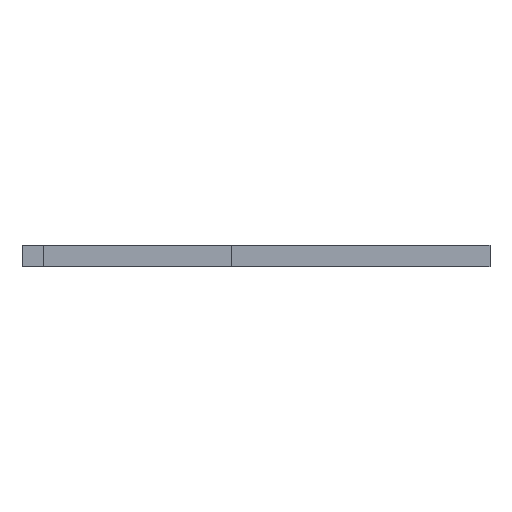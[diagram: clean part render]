
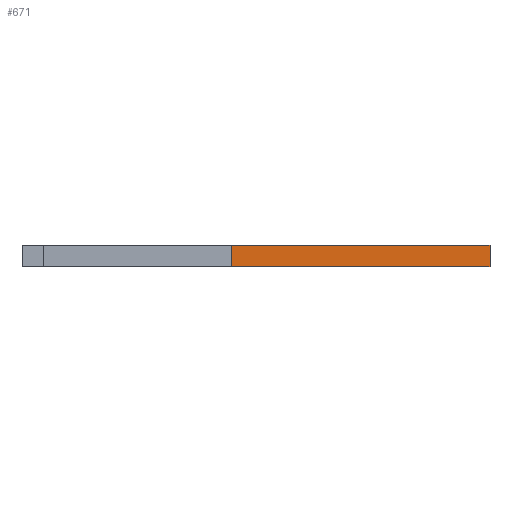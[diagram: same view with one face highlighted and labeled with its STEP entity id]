
A CAD part, front view. The second image highlights one B-rep face of the part: STEP entity #671.
In plain terms, the highlighted planar face has unit normal (0, -1, 0).
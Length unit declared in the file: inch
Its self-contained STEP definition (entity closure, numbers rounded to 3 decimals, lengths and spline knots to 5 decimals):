
#95=FACE_OUTER_BOUND('',#147,.T.);
#147=EDGE_LOOP('',(#611,#612,#613,#614));
#180=LINE('',#982,#250);
#198=LINE('',#1037,#268);
#205=LINE('',#1069,#275);
#207=LINE('',#1072,#277);
#250=VECTOR('',#786,0.3937);
#268=VECTOR('',#840,0.3937);
#275=VECTOR('',#871,0.3937);
#277=VECTOR('',#875,0.3937);
#315=VERTEX_POINT('',#979);
#316=VERTEX_POINT('',#981);
#334=VERTEX_POINT('',#1034);
#335=VERTEX_POINT('',#1036);
#380=EDGE_CURVE('',#315,#316,#180,.T.);
#408=EDGE_CURVE('',#335,#334,#198,.T.);
#425=EDGE_CURVE('',#335,#315,#205,.T.);
#427=EDGE_CURVE('',#334,#316,#207,.T.);
#611=ORIENTED_EDGE('',*,*,#408,.T.);
#612=ORIENTED_EDGE('',*,*,#427,.T.);
#613=ORIENTED_EDGE('',*,*,#380,.F.);
#614=ORIENTED_EDGE('',*,*,#425,.F.);
#639=PLANE('',#737);
#671=ADVANCED_FACE('',(#95),#639,.T.);
#737=AXIS2_PLACEMENT_3D('',#1096,#911,#912);
#786=DIRECTION('',(-1.,0.,0.));
#840=DIRECTION('',(-1.,0.,0.));
#871=DIRECTION('',(0.,0.,-1.));
#875=DIRECTION('',(0.,0.,-1.));
#911=DIRECTION('center_axis',(0.,-1.,0.));
#912=DIRECTION('ref_axis',(1.,0.,0.));
#979=CARTESIAN_POINT('',(10.0625,-3.5625,1.435));
#981=CARTESIAN_POINT('',(7.,-3.5625,1.435));
#982=CARTESIAN_POINT('',(8.21241,-3.5625,1.435));
#1034=CARTESIAN_POINT('',(7.,-3.5625,1.685));
#1036=CARTESIAN_POINT('',(10.0625,-3.5625,1.685));
#1037=CARTESIAN_POINT('',(8.21241,-3.5625,1.685));
#1069=CARTESIAN_POINT('',(10.0625,-3.5625,1.435));
#1072=CARTESIAN_POINT('',(7.,-3.5625,1.685));
#1096=CARTESIAN_POINT('Origin',(8.21241,-3.5625,1.435));
